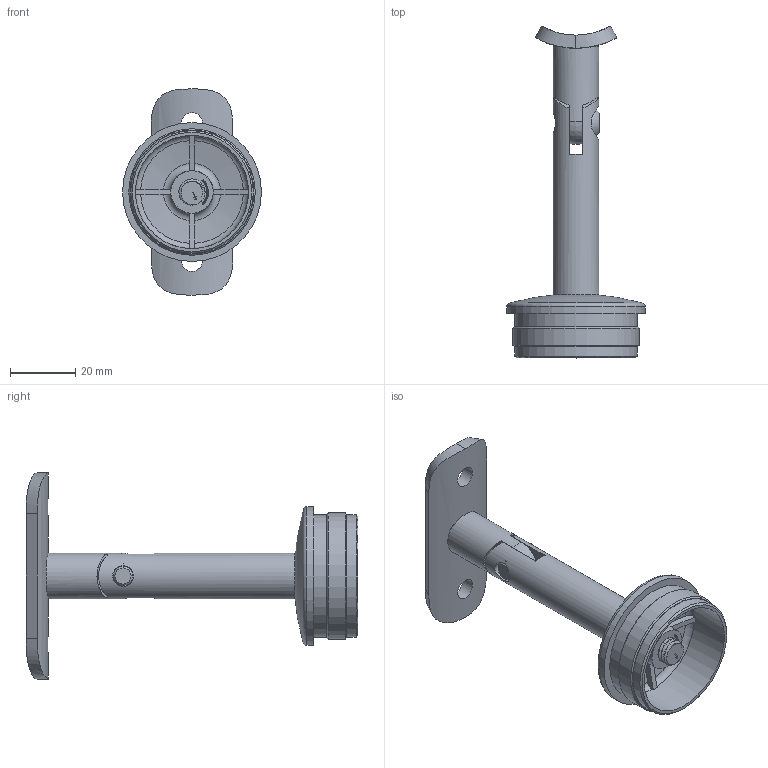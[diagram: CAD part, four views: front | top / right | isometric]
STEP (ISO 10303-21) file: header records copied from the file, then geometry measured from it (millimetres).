
FILE_DESCRIPTION (( 'STEP AP203' ), '1' );
FILE_NAME ('50230-240.step', '2021-11-25T14:56:30', ( '' ), ( '' ), 'SwSTEP 2.0', 'SolidWorks 2018', '' );
FILE_SCHEMA (( 'CONFIG_CONTROL_DESIGN' ));
Length unit declared in the file: millimetre
Products named in the file (13): 50230-240; 50230-240 Teil3; 50230-240 Teil5; socket csink head cap screw 10642_din_ISO 10642 - M6 x 10 --- 10S; 50230-240 Teil1_50230-240 Teil1; 50230-240 Teil2_50230-240 Teil2 Keyshot; socket csink head cap screw 10642_din; 50230-240 Teil2; 50230-240 Teil4_50230-240 Teil4 ; 50230-240 Teil4; 50230-240 Teil1
Assembly tree (6 placements, depth 2):
  50230-240
    50230-240 Teil4_50230-240 Teil4 
    50230-240 Teil3
    50230-240 Teil5
    50230-240 Teil1_50230-240 Teil1
    50230-240 Teil2_50230-240 Teil2 Keyshot
    socket csink head cap screw 10642_din_ISO 10642 - M6 x 10 --- 10S
  50230-240 Teil3
  50230-240 Teil5
  socket csink head cap screw 10642_din
  50230-240 Teil2
Bounding box: 42.4 x 101.39 x 63 mm (x, y, z)
Volume: 24640 mm3; surface area: 17109.8 mm2
Topology: 6 solids, 6 shells, 402 faces, 1031 edges, 675 vertices
Faces by surface type: plane 185, bspline 127, cylinder 49, cone 23, torus 12, sphere 6
Full cylindrical faces by diameter (mm): 6 x8, 6.3 x5, 6.4 x1, 6.5 x2, 6.8 x1, 8 x10, 10.5 x1, 11.34 x1, 13 x1, 14 x2, 34.6 x1, 37.5 x2, 38.65 x1, 42.4 x1
Entity records: 23923 total; most frequent: CARTESIAN_POINT 14506, ORIENTED_EDGE 1848, DIRECTION 1277, EDGE_CURVE 924, VERTEX_POINT 635, VECTOR 501, LINE 501, EDGE_LOOP 491
